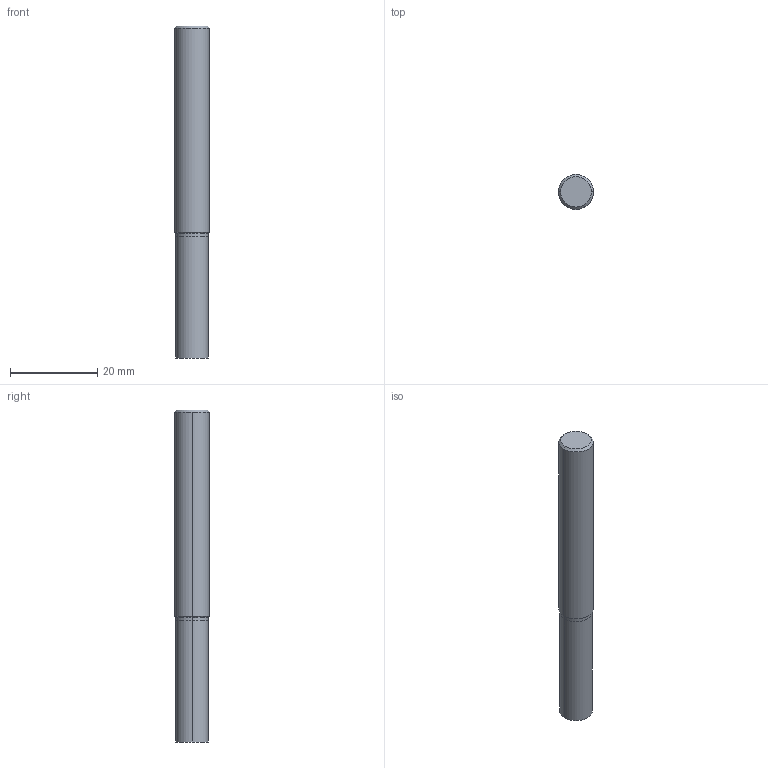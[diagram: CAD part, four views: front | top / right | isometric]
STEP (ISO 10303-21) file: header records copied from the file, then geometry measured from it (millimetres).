
FILE_DESCRIPTION(('STEP AP214'),'1');
FILE_NAME('NB08075C27_1.5ISO_AC.stp','2022-06-16T17:12:33',(' '),(' '),'Spatial InterOp 3D',' ',' ');
FILE_SCHEMA(('AUTOMOTIVE_DESIGN { 1 0 10303 214 1 1 1 1 }'));
Length unit declared in the file: millimetre
Products named in the file (1): 1
Bounding box: 8 x 8 x 76 mm (x, y, z)
Volume: 3642.9 mm3; surface area: 2131.1 mm2
Topology: 3 solids, 3 shells, 16 faces, 26 edges, 16 vertices
Faces by surface type: cylinder 6, plane 6, cone 4
Entity records: 422 total; most frequent: DIRECTION 80, CARTESIAN_POINT 61, ORIENTED_EDGE 52, AXIS2_PLACEMENT_3D 35, EDGE_CURVE 26, ADVANCED_FACE 16, FACE_OUTER_BOUND 16, EDGE_LOOP 16
